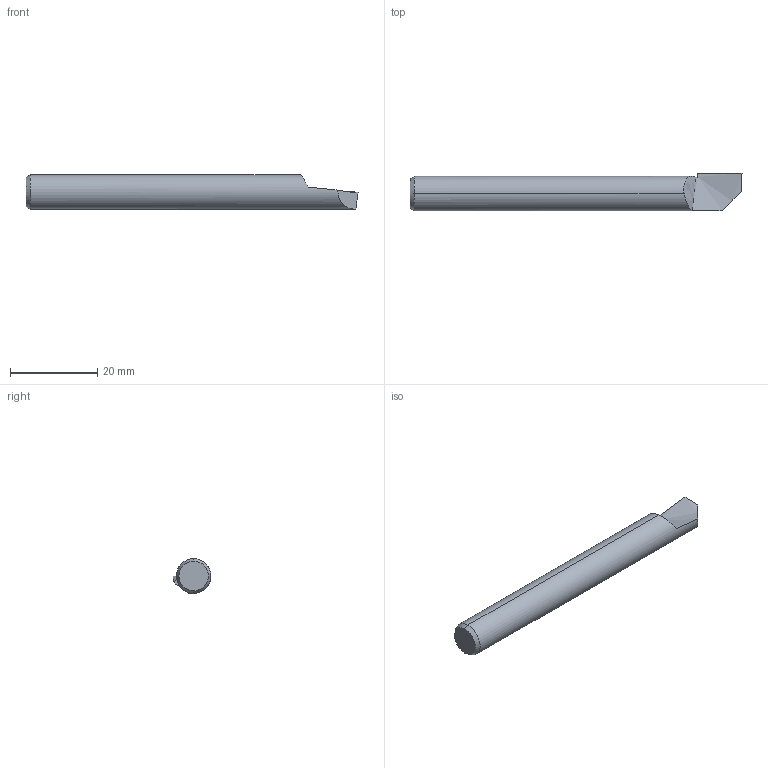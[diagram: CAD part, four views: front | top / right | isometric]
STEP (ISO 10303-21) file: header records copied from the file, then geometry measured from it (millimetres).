
FILE_DESCRIPTION (( 'STEP AP203' ), '1' );
FILE_NAME ('215772-HB360.STEP', '2024-08-07T22:41:28', ( '' ), ( '' ), 'SwSTEP 2.0', 'SolidWorks 2024', '' );
FILE_SCHEMA (( 'CONFIG_CONTROL_DESIGN' ));
Length unit declared in the file: inch
Products named in the file (1): 215772-HB360
Bounding box: 76.2 x 8.7 x 7.93 mm (x, y, z)
Volume: 3424.6 mm3; surface area: 1907.2 mm2
Topology: 1 solids, 1 shells, 16 faces, 39 edges, 25 vertices
Faces by surface type: plane 8, bspline 4, cone 2, cylinder 2
Entity records: 631 total; most frequent: CARTESIAN_POINT 234, ORIENTED_EDGE 78, DIRECTION 52, EDGE_CURVE 39, VERTEX_POINT 25, AXIS2_PLACEMENT_3D 21, EDGE_LOOP 16, ADVANCED_FACE 16
